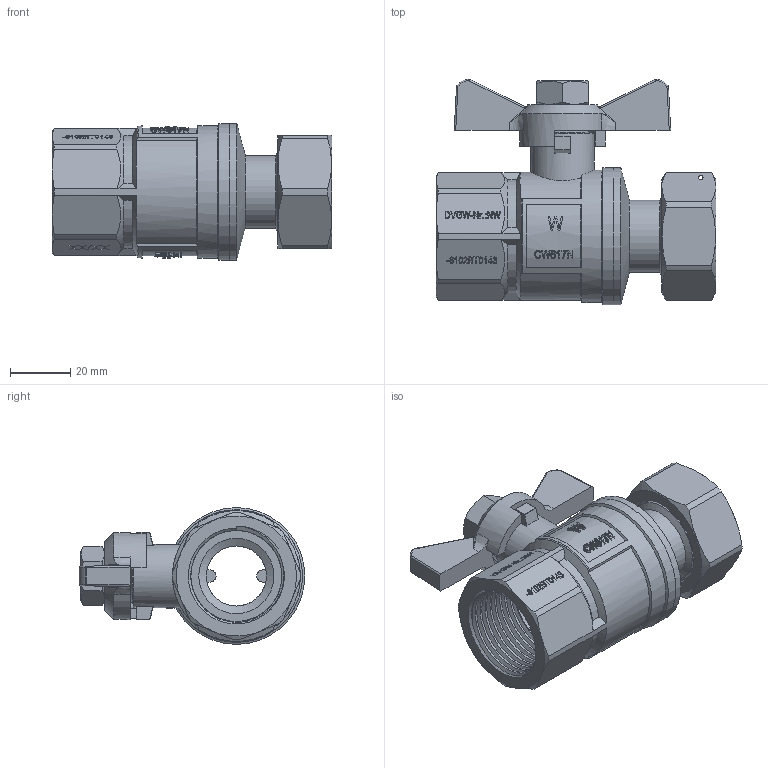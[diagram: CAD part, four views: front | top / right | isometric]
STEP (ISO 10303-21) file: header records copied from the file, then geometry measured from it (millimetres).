
FILE_DESCRIPTION(/* description */ ('Unknown'),/* implementation_level */ '2;1');
FILE_NAME(/* name */ '755-66',/* time_stamp */ '2022-07-26T12:09:55+02:00',/* author */ ('Unknown'),/* organization */ ('Unknown'),/* preprocessor_version */ 'ST-DEVELOPER v16.7',/* originating_system */ 'Solid Edge',/* authorisation */ 'Unknown');
FILE_SCHEMA (('AUTOMOTIVE_DESIGN {1 0 10303 214 3 1 1}'));
Length unit declared in the file: millimetre
Products named in the file (12): 755-66; 725-66; St_tze; Dichtung; Speerring; _berwurfmutter; Kvrper; Spindel_oa_0; 600-1-Stopfbuchse; 600-1-spindel; Flügelgriff 1; 600-1-Mutter-fl.g.
Assembly tree (11 placements, depth 3):
  755-66
    725-66
      St_tze
      Dichtung
      Speerring
      _berwurfmutter
    Kvrper
    Spindel_oa_0
      600-1-Stopfbuchse
      600-1-spindel
    Flügelgriff 1
    600-1-Mutter-fl.g.
Bounding box: 93 x 75 x 45.5 mm (x, y, z)
Volume: 35854.7 mm3; surface area: 43090.6 mm2
Topology: 8 solids, 9 shells, 1686 faces, 4687 edges, 3104 vertices
Faces by surface type: plane 1501, cylinder 100, cone 51, bspline 20, sphere 10, torus 4
Full cylindrical faces by diameter (mm): 1.5 x1, 8.5 x1, 8.7 x1, 12 x3, 12.1 x1, 14 x1, 14.5 x1, 16 x1, 16.5 x1, 18 x1, 20 x1, 21 x1, 22 x1, 22.5 x1, 24 x1, 25 x2, 28 x1, 30.2 x1, 30.291 x1, 30.3 x2, 31 x1, 32.3 x1, 33 x2, 39 x1, 40.5 x1, 41 x1, 44 x1, 45.48 x1, 45.5 x1
Entity records: 58633 total; most frequent: CARTESIAN_POINT 14650, ORIENTED_EDGE 9208, DIRECTION 8991, EDGE_CURVE 4606, LINE 3309, VECTOR 3309, VERTEX_POINT 3086, AXIS2_PLACEMENT_3D 2841
